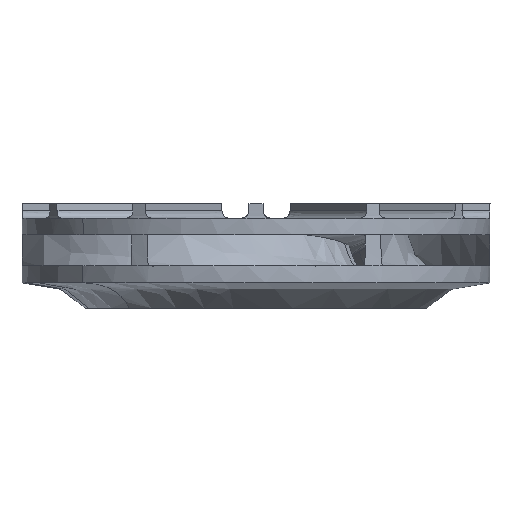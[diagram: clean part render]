
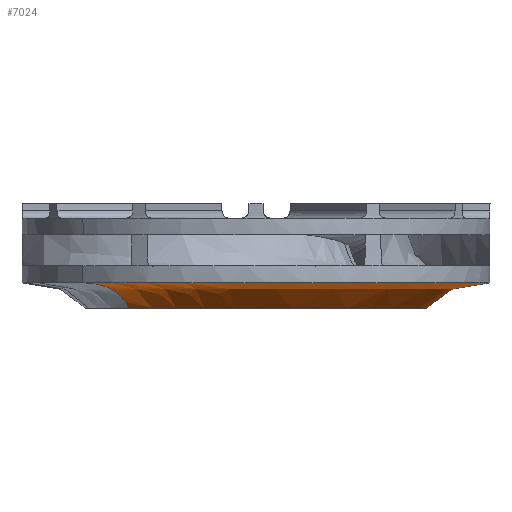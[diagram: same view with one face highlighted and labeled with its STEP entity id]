
A CAD part, left-side view. The second image highlights one B-rep face of the part: STEP entity #7024.
In plain terms, the highlighted free-form (B-spline) face has degree [2, 3] with [3, 4] control points.
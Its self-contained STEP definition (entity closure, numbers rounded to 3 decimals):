
#237 = VERTEX_POINT ( 'NONE', #4567 ) ;
#599 = DIRECTION ( 'NONE',  ( -0.673, 0.74, 0. ) ) ;
#732 = ORIENTED_EDGE ( 'NONE', *, *, #6959, .T. ) ;
#2512 = ORIENTED_EDGE ( 'NONE', *, *, #6822, .F. ) ;
#2929 = CARTESIAN_POINT ( 'NONE',  ( 16.597, -18.243, 2.662 ) ) ;
#3192 = CARTESIAN_POINT ( 'NONE',  ( 12.126, -13.328, -0.006 ) ) ;
#4187 = DIRECTION ( 'NONE',  ( 0., 0., 1. ) ) ;
#4400 = CARTESIAN_POINT ( 'NONE',  ( 16.597, -18.243, 2.662 ) ) ;
#4567 = CARTESIAN_POINT ( 'NONE',  ( -12.126, 13.328, -0.006 ) ) ;
#4738 = B_SPLINE_CURVE_WITH_KNOTS ( 'NONE', 2,
 ( #10642, #8467, #16744 ),
 .UNSPECIFIED., .F., .F.,
 ( 3, 3 ),
 ( 0., 1. ),
 .UNSPECIFIED. ) ;
#5354 = CARTESIAN_POINT ( 'NONE',  ( -16.597, 18.243, 2.662 ) ) ;
#6185 = CARTESIAN_POINT ( 'NONE',  ( 12.126, -13.328, -0.006 ) ) ;
#6620 = CIRCLE ( 'NONE', #10510, 24.663 ) ;
#6777 = EDGE_CURVE ( 'NONE', #237, #13734, #14254, .T. ) ;
#6822 = EDGE_CURVE ( 'NONE', #237, #7507, #4738, .T. ) ;
#6959 = EDGE_CURVE ( 'NONE', #13734, #26093, #22855, .T. ) ;
#7024 = ADVANCED_FACE ( 'NONE', ( #9706 ), #15193, .T. ) ;
#7261 = CARTESIAN_POINT ( 'NONE',  ( -14.53, -37.579, -0.006 ) ) ;
#7507 = VERTEX_POINT ( 'NONE', #8040 ) ;
#8040 = CARTESIAN_POINT ( 'NONE',  ( -16.597, 18.243, 2.662 ) ) ;
#8467 = CARTESIAN_POINT ( 'NONE',  ( -13.359, 14.684, 2.662 ) ) ;
#9706 = FACE_OUTER_BOUND ( 'NONE', #23442, .T. ) ;
#10510 = AXIS2_PLACEMENT_3D ( 'NONE', #16261, #4187, #24548 ) ;
#10642 = CARTESIAN_POINT ( 'NONE',  ( -12.126, 13.328, -0.006 ) ) ;
#11338 = CARTESIAN_POINT ( 'NONE',  ( -12.126, 13.328, -0.006 ) ) ;
#11603 = CARTESIAN_POINT ( 'NONE',  ( -38.782, -10.924, -0.006 ) ) ;
#11735 = CARTESIAN_POINT ( 'NONE',  ( -13.359, 14.684, 2.662 ) ) ;
#12533 = AXIS2_PLACEMENT_3D ( 'NONE', #18795, #19067, #599 ) ;
#12809 = CARTESIAN_POINT ( 'NONE',  ( 16.597, -18.243, 2.662 ) ) ;
#13364 = CARTESIAN_POINT ( 'NONE',  ( -19.888, -51.437, 2.662 ) ) ;
#13734 = VERTEX_POINT ( 'NONE', #6185 ) ;
#14254 = CIRCLE ( 'NONE', #12533, 18.019 ) ;
#14702 = CARTESIAN_POINT ( 'NONE',  ( 12.126, -13.328, -0.006 ) ) ;
#15193 =( BOUNDED_SURFACE ( )  B_SPLINE_SURFACE ( 2, 3, ( 
 ( #3192, #7261, #11603, #11338 ),
 ( #17587, #15534, #21918, #11735 ),
 ( #2929, #13364, #26267, #5354 ) ),
 .UNSPECIFIED., .F., .F., .T. ) 
 B_SPLINE_SURFACE_WITH_KNOTS ( ( 3, 3 ),
 ( 4, 4 ),
 ( 0., 1. ),
 ( 0., 1. ),
 .UNSPECIFIED. ) 
 GEOMETRIC_REPRESENTATION_ITEM ( )  RATIONAL_B_SPLINE_SURFACE ( (
 ( 1., 0.333, 0.333, 1.),
 ( 1., 0.333, 0.333, 1.),
 ( 1., 0.333, 0.333, 1.) ) ) 
 REPRESENTATION_ITEM ( '' )  SURFACE ( )  );
#15534 = CARTESIAN_POINT ( 'NONE',  ( -16.008, -41.402, 2.662 ) ) ;
#16261 = CARTESIAN_POINT ( 'NONE',  ( 0., 0., 2.662 ) ) ;
#16744 = CARTESIAN_POINT ( 'NONE',  ( -16.597, 18.243, 2.662 ) ) ;
#16806 = EDGE_CURVE ( 'NONE', #7507, #26093, #6620, .T. ) ;
#17587 = CARTESIAN_POINT ( 'NONE',  ( 13.359, -14.684, 2.662 ) ) ;
#18795 = CARTESIAN_POINT ( 'NONE',  ( 0., 0., -0.006 ) ) ;
#19067 = DIRECTION ( 'NONE',  ( 0., 0., 1. ) ) ;
#20800 = ORIENTED_EDGE ( 'NONE', *, *, #16806, .F. ) ;
#21918 = CARTESIAN_POINT ( 'NONE',  ( -42.727, -12.035, 2.662 ) ) ;
#22855 = B_SPLINE_CURVE_WITH_KNOTS ( 'NONE', 2,
 ( #14702, #23126, #4400 ),
 .UNSPECIFIED., .F., .F.,
 ( 3, 3 ),
 ( 0., 1. ),
 .UNSPECIFIED. ) ;
#23126 = CARTESIAN_POINT ( 'NONE',  ( 13.359, -14.684, 2.662 ) ) ;
#23442 = EDGE_LOOP ( 'NONE', ( #20800, #2512, #26143, #732 ) ) ;
#24548 = DIRECTION ( 'NONE',  ( -0.673, 0.74, 0. ) ) ;
#26093 = VERTEX_POINT ( 'NONE', #12809 ) ;
#26143 = ORIENTED_EDGE ( 'NONE', *, *, #6777, .T. ) ;
#26267 = CARTESIAN_POINT ( 'NONE',  ( -53.083, -14.952, 2.662 ) ) ;
